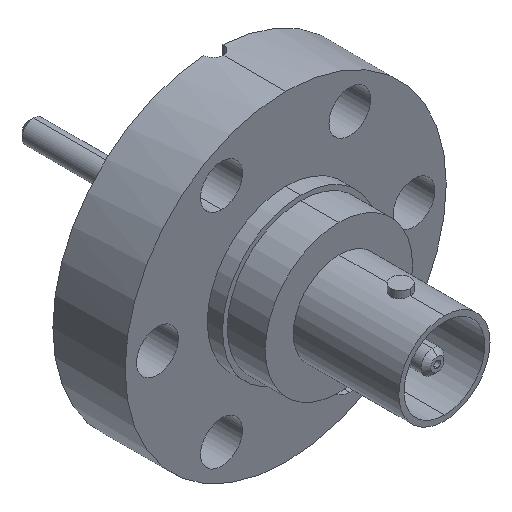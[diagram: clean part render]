
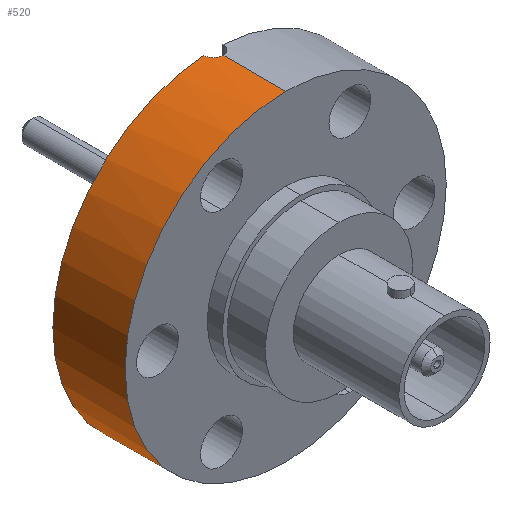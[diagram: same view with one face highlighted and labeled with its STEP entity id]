
A CAD part, isometric view. The second image highlights one B-rep face of the part: STEP entity #520.
In plain terms, the highlighted cylindrical face has radius 16.9 mm (diameter 33.8 mm), a partial arc.
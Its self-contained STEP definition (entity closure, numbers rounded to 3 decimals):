
#2 = VERTEX_POINT ( 'NONE', #2205 ) ;
#22 = CYLINDRICAL_SURFACE ( 'NONE', #808, 16.9 ) ;
#59 = EDGE_CURVE ( 'NONE', #1768, #779, #2496, .T. ) ;
#113 = DIRECTION ( 'NONE',  ( 0., 1., 0. ) ) ;
#132 = EDGE_CURVE ( 'NONE', #691, #2, #699, .T. ) ;
#178 = CARTESIAN_POINT ( 'NONE',  ( -0.873, -0.504, 16.877 ) ) ;
#181 = ORIENTED_EDGE ( 'NONE', *, *, #2405, .T. ) ;
#201 = CARTESIAN_POINT ( 'NONE',  ( 0., -1., 16.9 ) ) ;
#210 = VECTOR ( 'NONE', #898, 1000. ) ;
#218 = CARTESIAN_POINT ( 'NONE',  ( -0.503, -0.874, 16.893 ) ) ;
#240 = EDGE_CURVE ( 'NONE', #691, #1768, #245, .T. ) ;
#245 = CIRCLE ( 'NONE', #1706, 16.9 ) ;
#313 = CARTESIAN_POINT ( 'NONE',  ( -0.873, -0.504, -16.877 ) ) ;
#363 = CARTESIAN_POINT ( 'NONE',  ( 0., -1., 16.9 ) ) ;
#382 = ORIENTED_EDGE ( 'NONE', *, *, #2121, .F. ) ;
#393 = DIRECTION ( 'NONE',  ( 0., 0., 1. ) ) ;
#481 = B_SPLINE_CURVE_WITH_KNOTS ( 'NONE', 3,
 ( #1630, #988, #1998, #178, #774, #1588, #218, #1166, #1770, #201 ),
 .UNSPECIFIED., .F., .F.,
 ( 4, 2, 2, 2, 4 ),
 ( 0., 0., 0.001, 0.001, 0.002 ),
 .UNSPECIFIED. ) ;
#503 = CARTESIAN_POINT ( 'NONE',  ( -1., 0., -16.87 ) ) ;
#510 = CARTESIAN_POINT ( 'NONE',  ( -0.974, -0.262, -16.872 ) ) ;
#520 = ADVANCED_FACE ( 'NONE', ( #2379 ), #22, .T. ) ;
#566 = CARTESIAN_POINT ( 'NONE',  ( -0.262, -0.974, -16.898 ) ) ;
#658 = CARTESIAN_POINT ( 'NONE',  ( 0., 0., 0. ) ) ;
#661 = CARTESIAN_POINT ( 'NONE',  ( 0., -7.6, 16.9 ) ) ;
#691 = VERTEX_POINT ( 'NONE', #698 ) ;
#698 = CARTESIAN_POINT ( 'NONE',  ( 0., -7.6, -16.9 ) ) ;
#699 = LINE ( 'NONE', #2455, #1272 ) ;
#774 = CARTESIAN_POINT ( 'NONE',  ( -0.799, -0.615, 16.881 ) ) ;
#779 = VERTEX_POINT ( 'NONE', #363 ) ;
#808 = AXIS2_PLACEMENT_3D ( 'NONE', #989, #2180, #393 ) ;
#898 = DIRECTION ( 'NONE',  ( 0., 1., 0. ) ) ;
#988 = CARTESIAN_POINT ( 'NONE',  ( -1., -0.132, 16.87 ) ) ;
#989 = CARTESIAN_POINT ( 'NONE',  ( 0., -7.6, 0. ) ) ;
#1041 = B_SPLINE_CURVE_WITH_KNOTS ( 'NONE', 3,
 ( #1506, #2291, #510, #313, #1096, #1901, #1993, #566, #2185, #1980 ),
 .UNSPECIFIED., .F., .F.,
 ( 4, 2, 2, 2, 4 ),
 ( 0., 0., 0.001, 0.001, 0.002 ),
 .UNSPECIFIED. ) ;
#1054 = CARTESIAN_POINT ( 'NONE',  ( -1., 0., 16.87 ) ) ;
#1079 = EDGE_CURVE ( 'NONE', #1596, #779, #481, .T. ) ;
#1096 = CARTESIAN_POINT ( 'NONE',  ( -0.799, -0.615, -16.881 ) ) ;
#1155 = AXIS2_PLACEMENT_3D ( 'NONE', #658, #1466, #2228 ) ;
#1166 = CARTESIAN_POINT ( 'NONE',  ( -0.262, -0.974, 16.898 ) ) ;
#1272 = VECTOR ( 'NONE', #113, 1000. ) ;
#1284 = DIRECTION ( 'NONE',  ( 0., 0., 1. ) ) ;
#1371 = ORIENTED_EDGE ( 'NONE', *, *, #1079, .F. ) ;
#1466 = DIRECTION ( 'NONE',  ( 0., 1., 0. ) ) ;
#1470 = EDGE_LOOP ( 'NONE', ( #2553, #2517, #1526, #1371, #382, #181 ) ) ;
#1506 = CARTESIAN_POINT ( 'NONE',  ( -1., 0., -16.87 ) ) ;
#1526 = ORIENTED_EDGE ( 'NONE', *, *, #59, .T. ) ;
#1588 = CARTESIAN_POINT ( 'NONE',  ( -0.615, -0.8, 16.889 ) ) ;
#1596 = VERTEX_POINT ( 'NONE', #1054 ) ;
#1630 = CARTESIAN_POINT ( 'NONE',  ( -1., 0., 16.87 ) ) ;
#1652 = CARTESIAN_POINT ( 'NONE',  ( 0., -7.6, 16.9 ) ) ;
#1706 = AXIS2_PLACEMENT_3D ( 'NONE', #2317, #2304, #1284 ) ;
#1760 = VERTEX_POINT ( 'NONE', #503 ) ;
#1768 = VERTEX_POINT ( 'NONE', #661 ) ;
#1770 = CARTESIAN_POINT ( 'NONE',  ( -0.131, -1., 16.9 ) ) ;
#1901 = CARTESIAN_POINT ( 'NONE',  ( -0.615, -0.8, -16.889 ) ) ;
#1980 = CARTESIAN_POINT ( 'NONE',  ( 0., -1., -16.9 ) ) ;
#1993 = CARTESIAN_POINT ( 'NONE',  ( -0.503, -0.874, -16.893 ) ) ;
#1998 = CARTESIAN_POINT ( 'NONE',  ( -0.974, -0.262, 16.872 ) ) ;
#2121 = EDGE_CURVE ( 'NONE', #1760, #1596, #2161, .T. ) ;
#2161 = CIRCLE ( 'NONE', #1155, 16.9 ) ;
#2180 = DIRECTION ( 'NONE',  ( 0., 1., 0. ) ) ;
#2185 = CARTESIAN_POINT ( 'NONE',  ( -0.131, -1., -16.9 ) ) ;
#2205 = CARTESIAN_POINT ( 'NONE',  ( 0., -1., -16.9 ) ) ;
#2228 = DIRECTION ( 'NONE',  ( 0., 0., 1. ) ) ;
#2291 = CARTESIAN_POINT ( 'NONE',  ( -1., -0.132, -16.87 ) ) ;
#2304 = DIRECTION ( 'NONE',  ( 0., 1., 0. ) ) ;
#2317 = CARTESIAN_POINT ( 'NONE',  ( 0., -7.6, 0. ) ) ;
#2379 = FACE_OUTER_BOUND ( 'NONE', #1470, .T. ) ;
#2405 = EDGE_CURVE ( 'NONE', #1760, #2, #1041, .T. ) ;
#2455 = CARTESIAN_POINT ( 'NONE',  ( 0., -7.6, -16.9 ) ) ;
#2496 = LINE ( 'NONE', #1652, #210 ) ;
#2517 = ORIENTED_EDGE ( 'NONE', *, *, #240, .T. ) ;
#2553 = ORIENTED_EDGE ( 'NONE', *, *, #132, .F. ) ;
